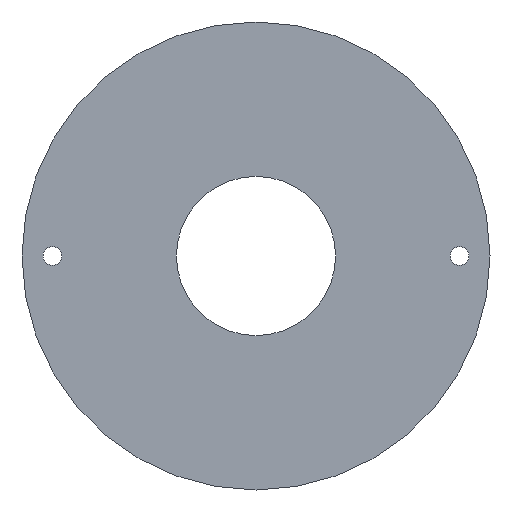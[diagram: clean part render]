
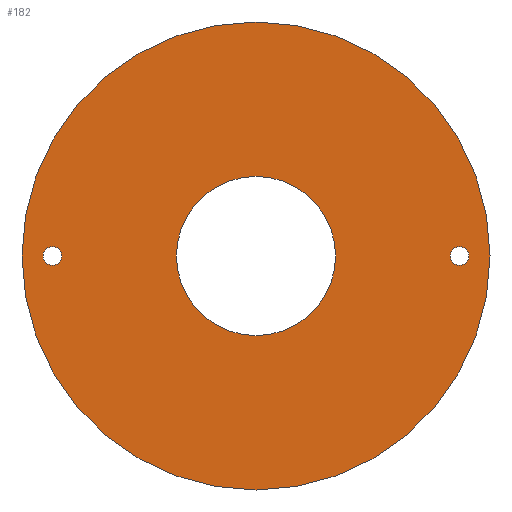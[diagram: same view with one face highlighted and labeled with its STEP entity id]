
A CAD part, front view. The second image highlights one B-rep face of the part: STEP entity #182.
In plain terms, the highlighted planar face has unit normal (0, -1, 0).
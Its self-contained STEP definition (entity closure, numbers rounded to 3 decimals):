
#4 = VERTEX_POINT ( 'NONE', #38 ) ;
#7 = DIRECTION ( 'NONE',  ( 0., 1., 0. ) ) ;
#8 = EDGE_CURVE ( 'NONE', #4, #273, #82, .T. ) ;
#10 = CARTESIAN_POINT ( 'NONE',  ( 21.75, 0., 0. ) ) ;
#11 = EDGE_CURVE ( 'NONE', #306, #251, #131, .T. ) ;
#12 = CIRCLE ( 'NONE', #17, 8.5 ) ;
#17 = AXIS2_PLACEMENT_3D ( 'NONE', #66, #7, #118 ) ;
#19 = DIRECTION ( 'NONE',  ( 0., 0., 1. ) ) ;
#26 = AXIS2_PLACEMENT_3D ( 'NONE', #342, #72, #291 ) ;
#30 = EDGE_LOOP ( 'NONE', ( #192, #258 ) ) ;
#36 = CIRCLE ( 'NONE', #40, 25. ) ;
#37 = CARTESIAN_POINT ( 'NONE',  ( 0., 0., 0. ) ) ;
#38 = CARTESIAN_POINT ( 'NONE',  ( 0., 0., -25. ) ) ;
#39 = CARTESIAN_POINT ( 'NONE',  ( 21.75, 0., -1. ) ) ;
#40 = AXIS2_PLACEMENT_3D ( 'NONE', #99, #238, #19 ) ;
#42 = CARTESIAN_POINT ( 'NONE',  ( 21.75, 0., 1. ) ) ;
#46 = ORIENTED_EDGE ( 'NONE', *, *, #331, .T. ) ;
#55 = EDGE_CURVE ( 'NONE', #251, #306, #262, .T. ) ;
#57 = DIRECTION ( 'NONE',  ( 0., 1., 0. ) ) ;
#64 = DIRECTION ( 'NONE',  ( 0., 1., 0. ) ) ;
#66 = CARTESIAN_POINT ( 'NONE',  ( 0., 0., 0. ) ) ;
#67 = DIRECTION ( 'NONE',  ( 0., 0., 1. ) ) ;
#72 = DIRECTION ( 'NONE',  ( 0., 1., 0. ) ) ;
#74 = CARTESIAN_POINT ( 'NONE',  ( -21.75, 0., 0. ) ) ;
#82 = CIRCLE ( 'NONE', #141, 25. ) ;
#96 = CARTESIAN_POINT ( 'NONE',  ( 0., 0., 25. ) ) ;
#99 = CARTESIAN_POINT ( 'NONE',  ( 0., 0., 0. ) ) ;
#103 = AXIS2_PLACEMENT_3D ( 'NONE', #74, #124, #265 ) ;
#118 = DIRECTION ( 'NONE',  ( 0., 0., 1. ) ) ;
#122 = CIRCLE ( 'NONE', #103, 1. ) ;
#124 = DIRECTION ( 'NONE',  ( 0., 1., 0. ) ) ;
#127 = DIRECTION ( 'NONE',  ( 0., 1., 0. ) ) ;
#130 = VERTEX_POINT ( 'NONE', #290 ) ;
#131 = CIRCLE ( 'NONE', #264, 1. ) ;
#140 = FACE_BOUND ( 'NONE', #244, .T. ) ;
#141 = AXIS2_PLACEMENT_3D ( 'NONE', #337, #146, #67 ) ;
#146 = DIRECTION ( 'NONE',  ( 0., 1., 0. ) ) ;
#155 = FACE_OUTER_BOUND ( 'NONE', #198, .T. ) ;
#161 = ORIENTED_EDGE ( 'NONE', *, *, #358, .F. ) ;
#174 = DIRECTION ( 'NONE',  ( 0., 0., 1. ) ) ;
#182 = ADVANCED_FACE ( 'NONE', ( #155, #362, #140, #215 ), #311, .F. ) ;
#190 = DIRECTION ( 'NONE',  ( 0., 0., 1. ) ) ;
#192 = ORIENTED_EDGE ( 'NONE', *, *, #332, .T. ) ;
#198 = EDGE_LOOP ( 'NONE', ( #327, #161 ) ) ;
#199 = VERTEX_POINT ( 'NONE', #286 ) ;
#202 = EDGE_CURVE ( 'NONE', #303, #199, #12, .T. ) ;
#215 = FACE_BOUND ( 'NONE', #267, .T. ) ;
#217 = AXIS2_PLACEMENT_3D ( 'NONE', #218, #57, #190 ) ;
#218 = CARTESIAN_POINT ( 'NONE',  ( 21.75, 0., 0. ) ) ;
#236 = VERTEX_POINT ( 'NONE', #308 ) ;
#238 = DIRECTION ( 'NONE',  ( 0., 1., 0. ) ) ;
#240 = CARTESIAN_POINT ( 'NONE',  ( -21.75, 0., 0. ) ) ;
#244 = EDGE_LOOP ( 'NONE', ( #271, #348 ) ) ;
#251 = VERTEX_POINT ( 'NONE', #39 ) ;
#258 = ORIENTED_EDGE ( 'NONE', *, *, #202, .T. ) ;
#262 = CIRCLE ( 'NONE', #217, 1. ) ;
#264 = AXIS2_PLACEMENT_3D ( 'NONE', #10, #330, #277 ) ;
#265 = DIRECTION ( 'NONE',  ( 0., 0., 1. ) ) ;
#267 = EDGE_LOOP ( 'NONE', ( #278, #46 ) ) ;
#271 = ORIENTED_EDGE ( 'NONE', *, *, #55, .T. ) ;
#273 = VERTEX_POINT ( 'NONE', #96 ) ;
#277 = DIRECTION ( 'NONE',  ( 0., 0., 1. ) ) ;
#278 = ORIENTED_EDGE ( 'NONE', *, *, #326, .T. ) ;
#285 = DIRECTION ( 'NONE',  ( 0., 0., 1. ) ) ;
#286 = CARTESIAN_POINT ( 'NONE',  ( 0., 0., -8.5 ) ) ;
#288 = CIRCLE ( 'NONE', #289, 1. ) ;
#289 = AXIS2_PLACEMENT_3D ( 'NONE', #240, #127, #174 ) ;
#290 = CARTESIAN_POINT ( 'NONE',  ( -21.75, 0., 1. ) ) ;
#291 = DIRECTION ( 'NONE',  ( 0., 0., 1. ) ) ;
#303 = VERTEX_POINT ( 'NONE', #346 ) ;
#306 = VERTEX_POINT ( 'NONE', #42 ) ;
#308 = CARTESIAN_POINT ( 'NONE',  ( -21.75, 0., -1. ) ) ;
#311 = PLANE ( 'NONE',  #350 ) ;
#326 = EDGE_CURVE ( 'NONE', #236, #130, #122, .T. ) ;
#327 = ORIENTED_EDGE ( 'NONE', *, *, #8, .F. ) ;
#330 = DIRECTION ( 'NONE',  ( 0., 1., 0. ) ) ;
#331 = EDGE_CURVE ( 'NONE', #130, #236, #288, .T. ) ;
#332 = EDGE_CURVE ( 'NONE', #199, #303, #353, .T. ) ;
#337 = CARTESIAN_POINT ( 'NONE',  ( 0., 0., 0. ) ) ;
#342 = CARTESIAN_POINT ( 'NONE',  ( 0., 0., 0. ) ) ;
#346 = CARTESIAN_POINT ( 'NONE',  ( 0., 0., 8.5 ) ) ;
#348 = ORIENTED_EDGE ( 'NONE', *, *, #11, .T. ) ;
#350 = AXIS2_PLACEMENT_3D ( 'NONE', #37, #64, #285 ) ;
#353 = CIRCLE ( 'NONE', #26, 8.5 ) ;
#358 = EDGE_CURVE ( 'NONE', #273, #4, #36, .T. ) ;
#362 = FACE_BOUND ( 'NONE', #30, .T. ) ;
